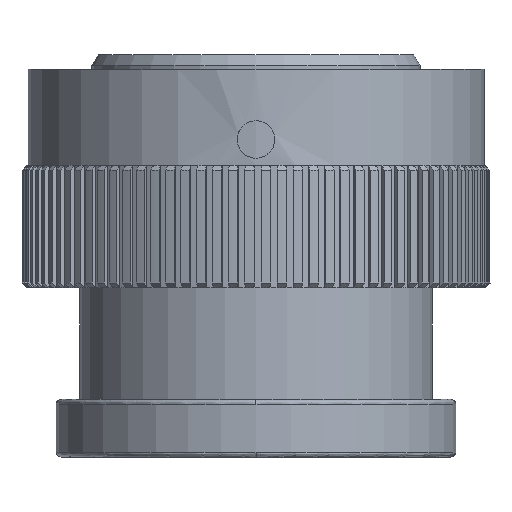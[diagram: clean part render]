
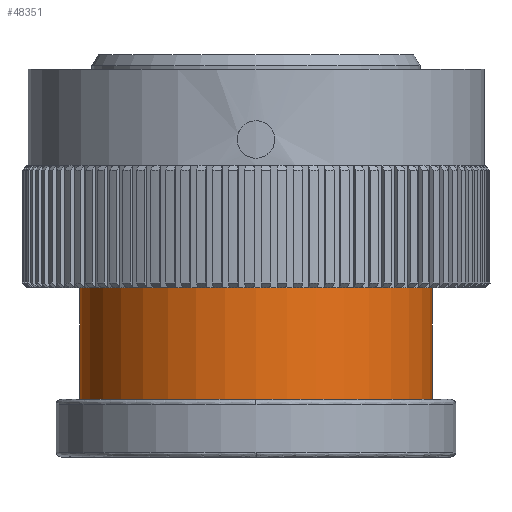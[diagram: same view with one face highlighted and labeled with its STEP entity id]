
A CAD part, front view. The second image highlights one B-rep face of the part: STEP entity #48351.
In plain terms, the highlighted cylindrical face has radius 18.669 mm (diameter 37.338 mm), a partial arc.
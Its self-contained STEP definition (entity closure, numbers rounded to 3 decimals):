
#514 = LINE ( 'NONE', #11018, #11071 ) ;
#3800 = VERTEX_POINT ( 'NONE', #51196 ) ;
#5692 = CARTESIAN_POINT ( 'NONE',  ( 0., 0., -34.925 ) ) ;
#6669 = EDGE_CURVE ( 'NONE', #3800, #46366, #10350, .T. ) ;
#6710 = DIRECTION ( 'NONE',  ( 0., 0., 1. ) ) ;
#9680 = DIRECTION ( 'NONE',  ( 1., 0., 0. ) ) ;
#10350 = CIRCLE ( 'NONE', #41413, 18.669 ) ;
#10421 = CARTESIAN_POINT ( 'NONE',  ( 18.669, 0., -23.114 ) ) ;
#10658 = CARTESIAN_POINT ( 'NONE',  ( 0., 0., -36.747 ) ) ;
#11018 = CARTESIAN_POINT ( 'NONE',  ( -18.669, 0., -36.747 ) ) ;
#11071 = VECTOR ( 'NONE', #34701, 1000. ) ;
#15645 = VECTOR ( 'NONE', #6710, 1000. ) ;
#16703 = DIRECTION ( 'NONE',  ( 0., 0., 1. ) ) ;
#17933 = ORIENTED_EDGE ( 'NONE', *, *, #37198, .F. ) ;
#22448 = CARTESIAN_POINT ( 'NONE',  ( 18.669, 0., -36.747 ) ) ;
#26184 = LINE ( 'NONE', #22448, #15645 ) ;
#26238 = EDGE_LOOP ( 'NONE', ( #17933, #38483, #48560, #32203 ) ) ;
#28865 = AXIS2_PLACEMENT_3D ( 'NONE', #10658, #38292, #45901 ) ;
#31627 = CIRCLE ( 'NONE', #50640, 18.669 ) ;
#32203 = ORIENTED_EDGE ( 'NONE', *, *, #34958, .F. ) ;
#32650 = EDGE_CURVE ( 'NONE', #46366, #48808, #26184, .T. ) ;
#33387 = DIRECTION ( 'NONE',  ( 0., 0., 1. ) ) ;
#34701 = DIRECTION ( 'NONE',  ( 0., 0., 1. ) ) ;
#34958 = EDGE_CURVE ( 'NONE', #42461, #48808, #31627, .T. ) ;
#35771 = CARTESIAN_POINT ( 'NONE',  ( -18.669, 0., -23.114 ) ) ;
#37198 = EDGE_CURVE ( 'NONE', #3800, #42461, #514, .T. ) ;
#38292 = DIRECTION ( 'NONE',  ( 0., 0., 1. ) ) ;
#38483 = ORIENTED_EDGE ( 'NONE', *, *, #6669, .T. ) ;
#38628 = CARTESIAN_POINT ( 'NONE',  ( 18.669, 0., -34.925 ) ) ;
#40390 = CARTESIAN_POINT ( 'NONE',  ( 0., 0., -23.114 ) ) ;
#41413 = AXIS2_PLACEMENT_3D ( 'NONE', #5692, #33387, #9680 ) ;
#42461 = VERTEX_POINT ( 'NONE', #35771 ) ;
#43093 = CYLINDRICAL_SURFACE ( 'NONE', #28865, 18.669 ) ;
#44338 = FACE_OUTER_BOUND ( 'NONE', #26238, .T. ) ;
#44361 = DIRECTION ( 'NONE',  ( 1., 0., 0. ) ) ;
#45901 = DIRECTION ( 'NONE',  ( 1., 0., 0. ) ) ;
#46366 = VERTEX_POINT ( 'NONE', #38628 ) ;
#48351 = ADVANCED_FACE ( 'NONE', ( #44338 ), #43093, .T. ) ;
#48560 = ORIENTED_EDGE ( 'NONE', *, *, #32650, .T. ) ;
#48808 = VERTEX_POINT ( 'NONE', #10421 ) ;
#50640 = AXIS2_PLACEMENT_3D ( 'NONE', #40390, #16703, #44361 ) ;
#51196 = CARTESIAN_POINT ( 'NONE',  ( -18.669, 0., -34.925 ) ) ;
